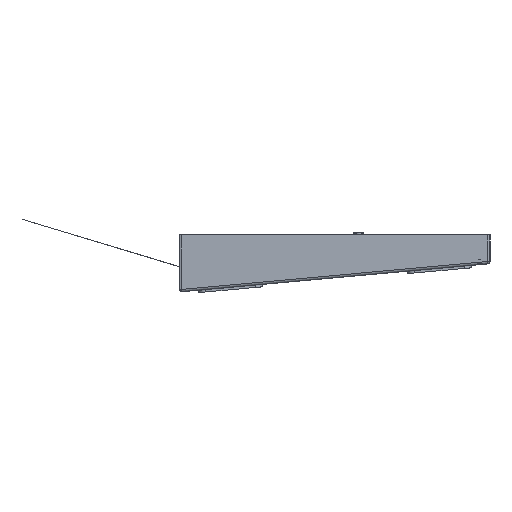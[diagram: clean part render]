
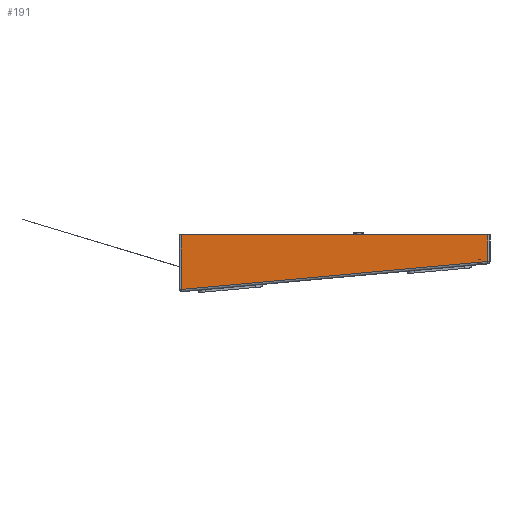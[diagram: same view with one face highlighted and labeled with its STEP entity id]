
A CAD part, left-side view. The second image highlights one B-rep face of the part: STEP entity #191.
In plain terms, the highlighted planar face has unit normal (-1, 0, 0).
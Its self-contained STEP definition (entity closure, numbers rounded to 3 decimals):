
#152=CARTESIAN_POINT('',(2.529,-196.141,-30.001));
#153=DIRECTION('',(1.,0.,0.0));
#154=DIRECTION('',(0.,-1.,0.0));
#155=AXIS2_PLACEMENT_3D('',#152,#153,#154);
#156=PLANE('',#155);
#157=CARTESIAN_POINT('',(2.529,-195.729,-17.699));
#158=VERTEX_POINT('',#157);
#159=CARTESIAN_POINT('',(2.529,-195.729,-6.501));
#160=VERTEX_POINT('',#159);
#161=CARTESIAN_POINT('',(2.529,-195.729,-6.501));
#162=DIRECTION('',(0.0,0.0,1.0));
#163=VECTOR('',#162,1.0);
#164=LINE('',#161,#163);
#165=EDGE_CURVE('',#158,#160,#164,.T.);
#166=ORIENTED_EDGE('',*,*,#165,.T.);
#167=CARTESIAN_POINT('',(2.528,-66.927,-6.501));
#168=VERTEX_POINT('',#167);
#169=CARTESIAN_POINT('',(2.529,-196.141,-6.501));
#170=DIRECTION('',(0.,1.,0.0));
#171=VECTOR('',#170,1.);
#172=LINE('',#169,#171);
#173=EDGE_CURVE('',#160,#168,#172,.T.);
#174=ORIENTED_EDGE('',*,*,#173,.T.);
#175=CARTESIAN_POINT('',(2.528,-66.927,-29.421));
#176=VERTEX_POINT('',#175);
#177=CARTESIAN_POINT('',(2.528,-66.927,-27.96));
#178=DIRECTION('',(0.0,0.0,1.0));
#179=VECTOR('',#178,1.0);
#180=LINE('',#177,#179);
#181=EDGE_CURVE('',#168,#176,#180,.F.);
#182=ORIENTED_EDGE('',*,*,#181,.T.);
#183=CARTESIAN_POINT('',(2.529,-195.028,-17.763));
#184=DIRECTION('',(0.,-0.996,0.091));
#185=VECTOR('',#184,1.);
#186=LINE('',#183,#185);
#187=EDGE_CURVE('',#176,#158,#186,.T.);
#188=ORIENTED_EDGE('',*,*,#187,.T.);
#189=EDGE_LOOP('',(#166,#174,#182,#188));
#190=FACE_OUTER_BOUND('',#189,.T.);
#191=ADVANCED_FACE('',(#190),#156,.F.);
